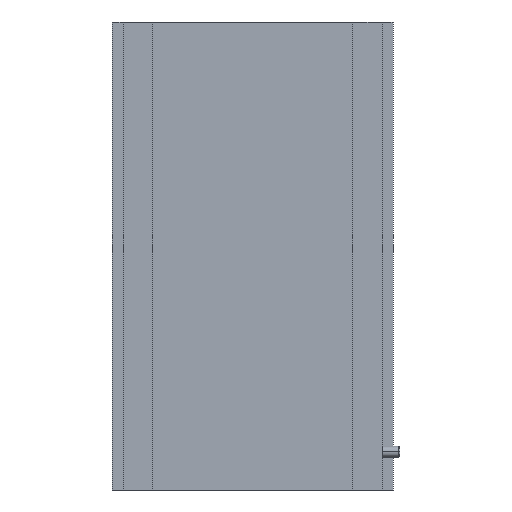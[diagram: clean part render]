
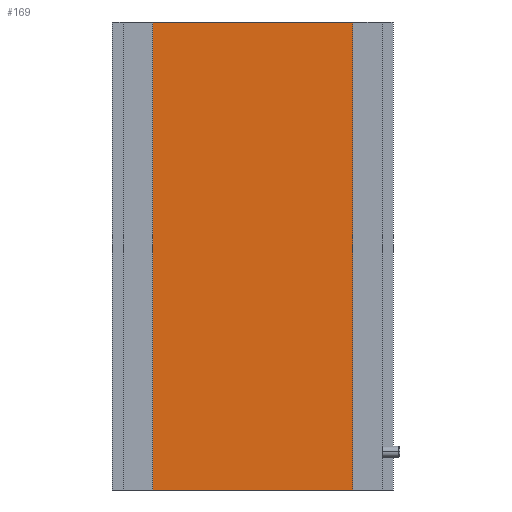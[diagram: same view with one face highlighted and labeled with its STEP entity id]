
A CAD part, front view. The second image highlights one B-rep face of the part: STEP entity #169.
In plain terms, the highlighted planar face has unit normal (0, -1, 0).
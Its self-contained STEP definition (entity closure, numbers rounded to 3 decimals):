
#31 = ORIENTED_EDGE ( 'NONE', *, *, #176, .T. ) ;
#138 = VERTEX_POINT ( 'NONE', #499 ) ;
#142 = VERTEX_POINT ( 'NONE', #557 ) ;
#164 = VERTEX_POINT ( 'NONE', #540 ) ;
#165 = ORIENTED_EDGE ( 'NONE', *, *, #174, .T. ) ;
#166 = ORIENTED_EDGE ( 'NONE', *, *, #167, .F. ) ;
#167 = EDGE_CURVE ( 'NONE', #164, #173, #430, .T. ) ;
#169 = ADVANCED_FACE ( 'NONE', ( #469 ), #468, .T. ) ;
#170 = EDGE_LOOP ( 'NONE', ( #171, #166, #165, #31 ) ) ;
#171 = ORIENTED_EDGE ( 'NONE', *, *, #172, .F. ) ;
#172 = EDGE_CURVE ( 'NONE', #173, #142, #462, .T. ) ;
#173 = VERTEX_POINT ( 'NONE', #587 ) ;
#174 = EDGE_CURVE ( 'NONE', #164, #138, #586, .T. ) ;
#176 = EDGE_CURVE ( 'NONE', #138, #142, #582, .T. ) ;
#427 = DIRECTION ( 'NONE',  ( 0., 0., 1. ) ) ;
#428 = VECTOR ( 'NONE', #427, 1000. ) ;
#429 = CARTESIAN_POINT ( 'NONE',  ( -54.356, 0., -254. ) ) ;
#430 = LINE ( 'NONE', #429, #428 ) ;
#462 = LINE ( 'NONE', #467, #589 ) ;
#463 = DIRECTION ( 'NONE',  ( 1., 0., 0. ) ) ;
#464 = DIRECTION ( 'NONE',  ( 0., -1., 0. ) ) ;
#465 = CARTESIAN_POINT ( 'NONE',  ( 54.356, 0., -254. ) ) ;
#466 = AXIS2_PLACEMENT_3D ( 'NONE', #465, #464, #463 ) ;
#467 = CARTESIAN_POINT ( 'NONE',  ( 54.356, 0., 0. ) ) ;
#468 = PLANE ( 'NONE',  #466 ) ;
#469 = FACE_OUTER_BOUND ( 'NONE', #170, .T. ) ;
#499 = CARTESIAN_POINT ( 'NONE',  ( 54.356, 0., -254. ) ) ;
#540 = CARTESIAN_POINT ( 'NONE',  ( -54.356, 0., -254. ) ) ;
#557 = CARTESIAN_POINT ( 'NONE',  ( 54.356, 0., 0. ) ) ;
#579 = DIRECTION ( 'NONE',  ( 0., 0., 1. ) ) ;
#580 = VECTOR ( 'NONE', #579, 1000. ) ;
#581 = CARTESIAN_POINT ( 'NONE',  ( 54.356, 0., -254. ) ) ;
#582 = LINE ( 'NONE', #581, #580 ) ;
#583 = DIRECTION ( 'NONE',  ( 1., 0., 0. ) ) ;
#584 = VECTOR ( 'NONE', #583, 1000. ) ;
#585 = CARTESIAN_POINT ( 'NONE',  ( 54.356, 0., -254. ) ) ;
#586 = LINE ( 'NONE', #585, #584 ) ;
#587 = CARTESIAN_POINT ( 'NONE',  ( -54.356, 0., 0. ) ) ;
#588 = DIRECTION ( 'NONE',  ( 1., 0., 0. ) ) ;
#589 = VECTOR ( 'NONE', #588, 1000. ) ;
